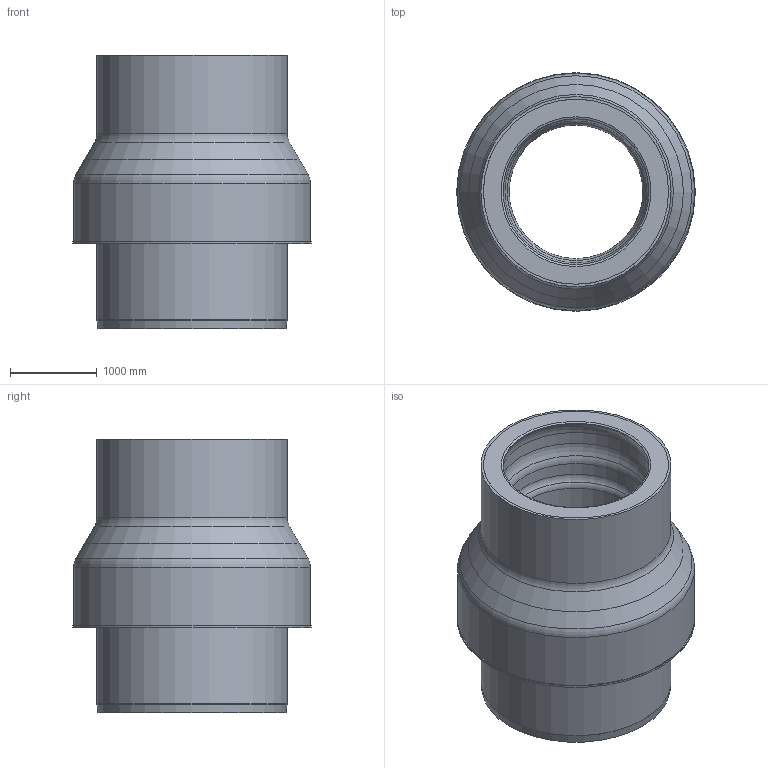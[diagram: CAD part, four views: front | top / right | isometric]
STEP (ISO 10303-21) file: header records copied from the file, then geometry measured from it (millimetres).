
FILE_DESCRIPTION(/* description */ (''),/* implementation_level */ '2;1');
FILE_NAME(/* name */ '58060.FG0X_3D.stp',/* time_stamp */ '2025-03-12T15:11:23+01:00',/* author */ ('c.rudolph'),/* organization */ (''),/* preprocessor_version */ 'ST-DEVELOPER v20',/* originating_system */ 'AutoCAD Mechanical',/* authorisation */ '');
FILE_SCHEMA (('AUTOMOTIVE_DESIGN { 1 0 10303 214 3 1 1 }'));
Length unit declared in the file: centimetre
Products named in the file (2): Product; *S0
Assembly tree (1 placements, depth 2):
  Product
    *S0
Bounding box: 2750 x 2750 x 3150 mm (x, y, z)
Volume: 4820530078.7 mm3; surface area: 119684977.9 mm2
Topology: 8 solids, 8 shells, 188 faces, 463 edges, 299 vertices
Faces by surface type: cone 68, plane 65, torus 29, cylinder 26
Full cylindrical faces by diameter (mm): 100 x2, 1540 x1, 1590 x2, 1640 x1, 1690 x2, 1760 x1, 1810 x3, 2132 x1, 2133 x3, 2190 x1, 2191 x4, 2610 x1, 2666 x2, 2730 x1, 2750 x1
Entity records: 6150 total; most frequent: CARTESIAN_POINT 1549, DIRECTION 1031, ORIENTED_EDGE 924, EDGE_CURVE 462, AXIS2_PLACEMENT_3D 453, VERTEX_POINT 297, CIRCLE 262, EDGE_LOOP 219
